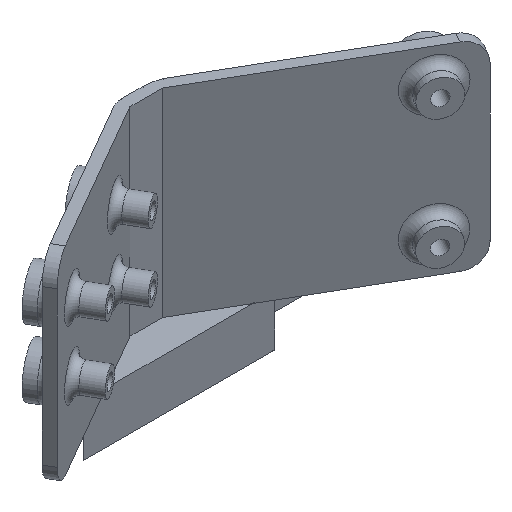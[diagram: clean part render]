
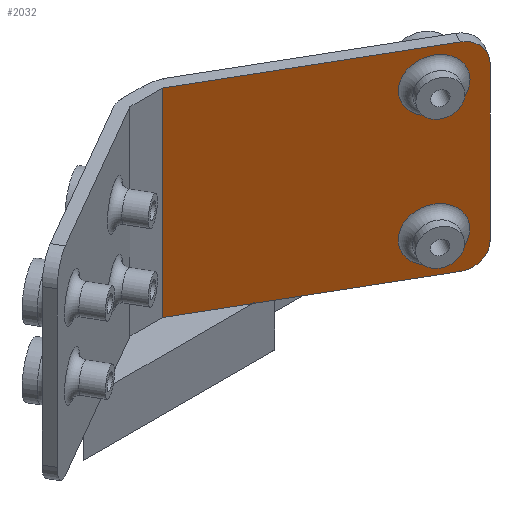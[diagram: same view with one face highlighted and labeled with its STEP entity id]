
A CAD part, isometric view. The second image highlights one B-rep face of the part: STEP entity #2032.
In plain terms, the highlighted planar face has unit normal (-0.5, -0.866, 0).
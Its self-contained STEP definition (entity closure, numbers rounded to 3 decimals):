
#29=FACE_BOUND('',#272,.T.);
#30=FACE_BOUND('',#273,.T.);
#67=PLANE('',#2180);
#149=FACE_OUTER_BOUND('',#271,.T.);
#271=EDGE_LOOP('',(#1462,#1463,#1464,#1465,#1466,#1467,#1468));
#272=EDGE_LOOP('',(#1469));
#273=EDGE_LOOP('',(#1470));
#439=LINE('',#3096,#637);
#442=LINE('',#3102,#640);
#443=LINE('',#3106,#641);
#444=LINE('',#3108,#642);
#445=LINE('',#3109,#643);
#637=VECTOR('',#2452,10.);
#640=VECTOR('',#2457,10.);
#641=VECTOR('',#2460,10.);
#642=VECTOR('',#2461,10.);
#643=VECTOR('',#2462,10.);
#820=CIRCLE('',#2177,4.);
#822=CIRCLE('',#2181,4.);
#823=CIRCLE('',#2182,4.75);
#824=CIRCLE('',#2183,4.75);
#935=VERTEX_POINT('',#3086);
#936=VERTEX_POINT('',#3087);
#939=VERTEX_POINT('',#3095);
#941=VERTEX_POINT('',#3101);
#942=VERTEX_POINT('',#3103);
#943=VERTEX_POINT('',#3105);
#944=VERTEX_POINT('',#3107);
#945=VERTEX_POINT('',#3110);
#946=VERTEX_POINT('',#3112);
#1139=EDGE_CURVE('',#935,#936,#820,.T.);
#1143=EDGE_CURVE('',#939,#936,#439,.T.);
#1146=EDGE_CURVE('',#935,#941,#442,.T.);
#1147=EDGE_CURVE('',#942,#941,#822,.T.);
#1148=EDGE_CURVE('',#942,#943,#443,.T.);
#1149=EDGE_CURVE('',#943,#944,#444,.T.);
#1150=EDGE_CURVE('',#939,#944,#445,.T.);
#1151=EDGE_CURVE('',#945,#945,#823,.T.);
#1152=EDGE_CURVE('',#946,#946,#824,.T.);
#1462=ORIENTED_EDGE('',*,*,#1139,.F.);
#1463=ORIENTED_EDGE('',*,*,#1146,.T.);
#1464=ORIENTED_EDGE('',*,*,#1147,.F.);
#1465=ORIENTED_EDGE('',*,*,#1148,.T.);
#1466=ORIENTED_EDGE('',*,*,#1149,.T.);
#1467=ORIENTED_EDGE('',*,*,#1150,.F.);
#1468=ORIENTED_EDGE('',*,*,#1143,.T.);
#1469=ORIENTED_EDGE('',*,*,#1151,.F.);
#1470=ORIENTED_EDGE('',*,*,#1152,.F.);
#2032=ADVANCED_FACE('',(#149,#29,#30),#67,.T.);
#2177=AXIS2_PLACEMENT_3D('',#3088,#2444,#2445);
#2180=AXIS2_PLACEMENT_3D('',#3100,#2455,#2456);
#2181=AXIS2_PLACEMENT_3D('',#3104,#2458,#2459);
#2182=AXIS2_PLACEMENT_3D('',#3111,#2463,#2464);
#2183=AXIS2_PLACEMENT_3D('',#3113,#2465,#2466);
#2444=DIRECTION('center_axis',(0.5,0.866,0.));
#2445=DIRECTION('ref_axis',(0.612,-0.354,-0.707));
#2452=DIRECTION('',(0.866,-0.5,0.));
#2455=DIRECTION('center_axis',(-0.5,-0.866,0.));
#2456=DIRECTION('ref_axis',(0.866,-0.5,0.));
#2457=DIRECTION('',(0.,0.,1.));
#2458=DIRECTION('center_axis',(0.5,0.866,0.));
#2459=DIRECTION('ref_axis',(0.612,-0.354,0.707));
#2460=DIRECTION('',(-0.866,0.5,0.));
#2461=DIRECTION('',(0.,0.,-1.));
#2462=DIRECTION('',(-0.866,0.5,0.));
#2463=DIRECTION('center_axis',(-0.5,-0.866,0.));
#2464=DIRECTION('ref_axis',(0.,0.,1.));
#2465=DIRECTION('center_axis',(-0.5,-0.866,0.));
#2466=DIRECTION('ref_axis',(0.,0.,1.));
#3086=CARTESIAN_POINT('',(41.105,53.068,-67.703));
#3087=CARTESIAN_POINT('',(37.641,55.068,-71.703));
#3088=CARTESIAN_POINT('Origin',(37.641,55.068,-67.703));
#3095=CARTESIAN_POINT('',(13.856,68.8,-71.703));
#3096=CARTESIAN_POINT('',(22.782,63.647,-71.703));
#3100=CARTESIAN_POINT('Origin',(4.458,74.226,-55.907));
#3101=CARTESIAN_POINT('',(41.105,53.068,-39.703));
#3102=CARTESIAN_POINT('',(41.105,53.068,-45.805));
#3103=CARTESIAN_POINT('',(37.641,55.068,-35.703));
#3104=CARTESIAN_POINT('Origin',(37.641,55.068,-39.703));
#3105=CARTESIAN_POINT('',(3.464,74.8,-35.703));
#3106=CARTESIAN_POINT('',(3.729,74.647,-35.703));
#3107=CARTESIAN_POINT('',(3.464,74.8,-71.703));
#3108=CARTESIAN_POINT('',(3.464,74.8,-63.805));
#3109=CARTESIAN_POINT('',(17.662,66.603,-71.703));
#3110=CARTESIAN_POINT('',(34.676,56.78,-69.996));
#3111=CARTESIAN_POINT('Origin',(34.676,56.78,-65.246));
#3112=CARTESIAN_POINT('',(34.706,56.763,-46.604));
#3113=CARTESIAN_POINT('Origin',(34.706,56.763,-41.854));
